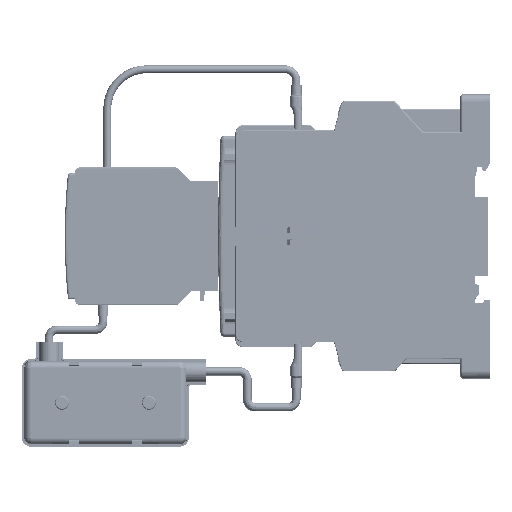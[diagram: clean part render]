
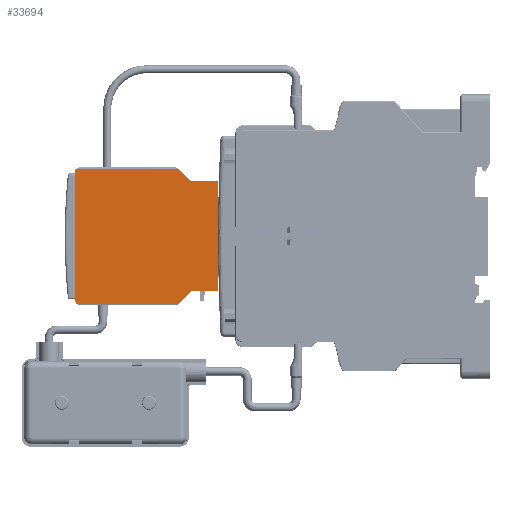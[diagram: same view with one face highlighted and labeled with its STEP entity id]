
A CAD part, left-side view. The second image highlights one B-rep face of the part: STEP entity #33694.
In plain terms, the highlighted planar face has unit normal (-1, 0, 0).
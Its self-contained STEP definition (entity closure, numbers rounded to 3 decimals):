
#572 = CARTESIAN_POINT ( 'NONE',  ( -19.901, 105.4, -30.837 ) ) ;
#624 = LINE ( 'NONE', #572, #294217 ) ;
#641 = DIRECTION ( 'NONE',  ( 0., 0., 1. ) ) ;
#10824 = CARTESIAN_POINT ( 'NONE',  ( -19.901, 105.4, -52.087 ) ) ;
#10875 = CARTESIAN_POINT ( 'NONE',  ( -19.901, 105.4, -20.087 ) ) ;
#32812 = AXIS2_PLACEMENT_3D ( 'NONE', #180062, #180106, #180064 ) ;
#33694 = ADVANCED_FACE ( 'NONE', ( #180054 ), #180114, .T. ) ;
#41209 = CIRCLE ( 'NONE', #41354, 1.5 ) ;
#41354 = AXIS2_PLACEMENT_3D ( 'NONE', #294332, #294072, #294077 ) ;
#41721 = CIRCLE ( 'NONE', #42021, 1.5 ) ;
#42021 = AXIS2_PLACEMENT_3D ( 'NONE', #294682, #294688, #294693 ) ;
#65553 = LINE ( 'NONE', #65586, #164703 ) ;
#65582 = DIRECTION ( 'NONE',  ( 0., -1., 0. ) ) ;
#65586 = CARTESIAN_POINT ( 'NONE',  ( -19.901, 69.1, -53.287 ) ) ;
#65896 = CARTESIAN_POINT ( 'NONE',  ( -19.901, 69.1, -18.887 ) ) ;
#65913 = LINE ( 'NONE', #65896, #164776 ) ;
#65935 = DIRECTION ( 'NONE',  ( 0., 1., 0. ) ) ;
#65945 = CARTESIAN_POINT ( 'NONE',  ( -19.901, 69.1, -50.087 ) ) ;
#65951 = CARTESIAN_POINT ( 'NONE',  ( -19.901, 78.939, -53.148 ) ) ;
#66010 = DIRECTION ( 'NONE',  ( 0., -0.707, 0.707 ) ) ;
#66024 = LINE ( 'NONE', #65945, #164815 ) ;
#66030 = LINE ( 'NONE', #65951, #164780 ) ;
#66037 = DIRECTION ( 'NONE',  ( 0., -1., 0. ) ) ;
#66191 = CARTESIAN_POINT ( 'NONE',  ( -19.901, 75.879, -22.087 ) ) ;
#66196 = LINE ( 'NONE', #66191, #164763 ) ;
#66226 = DIRECTION ( 'NONE',  ( 0., 0.707, 0.707 ) ) ;
#70023 = VERTEX_POINT ( 'NONE', #208995 ) ;
#70032 = VERTEX_POINT ( 'NONE', #209005 ) ;
#70096 = VERTEX_POINT ( 'NONE', #208979 ) ;
#70098 = VERTEX_POINT ( 'NONE', #208980 ) ;
#70109 = VERTEX_POINT ( 'NONE', #208992 ) ;
#70115 = VERTEX_POINT ( 'NONE', #208986 ) ;
#70129 = VERTEX_POINT ( 'NONE', #209067 ) ;
#70161 = VERTEX_POINT ( 'NONE', #209071 ) ;
#72511 = LINE ( 'NONE', #72646, #164919 ) ;
#72620 = DIRECTION ( 'NONE',  ( 0., 1., 0. ) ) ;
#72646 = CARTESIAN_POINT ( 'NONE',  ( -19.901, 69.1, -22.087 ) ) ;
#72815 = DIRECTION ( 'NONE',  ( 0., 0., 1. ) ) ;
#72817 = CARTESIAN_POINT ( 'NONE',  ( -19.901, 69.1, -18.587 ) ) ;
#72832 = LINE ( 'NONE', #72817, #164885 ) ;
#72882 = DIRECTION ( 'NONE',  ( 0., 0., 1. ) ) ;
#72886 = CARTESIAN_POINT ( 'NONE',  ( -19.901, 68.9, -18.587 ) ) ;
#72944 = LINE ( 'NONE', #72886, #164918 ) ;
#72984 = LINE ( 'NONE', #72994, #164923 ) ;
#72994 = CARTESIAN_POINT ( 'NONE',  ( -19.901, 68.9, -18.587 ) ) ;
#73027 = DIRECTION ( 'NONE',  ( 0., 0., 1. ) ) ;
#109235 = VERTEX_POINT ( 'NONE', #214940 ) ;
#109290 = VERTEX_POINT ( 'NONE', #214863 ) ;
#109436 = VERTEX_POINT ( 'NONE', #215086 ) ;
#109452 = VERTEX_POINT ( 'NONE', #214984 ) ;
#109622 = VERTEX_POINT ( 'NONE', #215326 ) ;
#109749 = VERTEX_POINT ( 'NONE', #215439 ) ;
#111827 = ORIENTED_EDGE ( 'NONE', *, *, #239758, .T. ) ;
#111864 = ORIENTED_EDGE ( 'NONE', *, *, #237191, .T. ) ;
#111867 = ORIENTED_EDGE ( 'NONE', *, *, #142348, .F. ) ;
#111883 = ORIENTED_EDGE ( 'NONE', *, *, #142495, .T. ) ;
#111884 = ORIENTED_EDGE ( 'NONE', *, *, #236820, .F. ) ;
#111888 = ORIENTED_EDGE ( 'NONE', *, *, #239805, .T. ) ;
#111901 = ORIENTED_EDGE ( 'NONE', *, *, #233558, .F. ) ;
#111905 = ORIENTED_EDGE ( 'NONE', *, *, #240091, .T. ) ;
#111911 = ORIENTED_EDGE ( 'NONE', *, *, #240128, .T. ) ;
#111916 = ORIENTED_EDGE ( 'NONE', *, *, #239775, .T. ) ;
#111918 = ORIENTED_EDGE ( 'NONE', *, *, #240164, .T. ) ;
#111920 = ORIENTED_EDGE ( 'NONE', *, *, #237138, .T. ) ;
#111923 = ORIENTED_EDGE ( 'NONE', *, *, #240132, .T. ) ;
#111927 = ORIENTED_EDGE ( 'NONE', *, *, #239556, .T. ) ;
#111936 = ORIENTED_EDGE ( 'NONE', *, *, #239731, .T. ) ;
#111939 = ORIENTED_EDGE ( 'NONE', *, *, #236892, .F. ) ;
#142348 = EDGE_CURVE ( 'NONE', #150335, #109235, #191597, .T. ) ;
#142495 = EDGE_CURVE ( 'NONE', #150431, #109290, #191688, .T. ) ;
#150335 = VERTEX_POINT ( 'NONE', #10875 ) ;
#150431 = VERTEX_POINT ( 'NONE', #10824 ) ;
#163467 = AXIS2_PLACEMENT_3D ( 'NONE', #297157, #297173, #297453 ) ;
#163525 = CIRCLE ( 'NONE', #163467, 0.2 ) ;
#163576 = CIRCLE ( 'NONE', #163633, 0.2 ) ;
#163633 = AXIS2_PLACEMENT_3D ( 'NONE', #298163, #298104, #298180 ) ;
#164703 = VECTOR ( 'NONE', #65582, 1000. ) ;
#164763 = VECTOR ( 'NONE', #66226, 1000. ) ;
#164776 = VECTOR ( 'NONE', #65935, 1000. ) ;
#164780 = VECTOR ( 'NONE', #66010, 1000. ) ;
#164815 = VECTOR ( 'NONE', #66037, 1000. ) ;
#164885 = VECTOR ( 'NONE', #72882, 1000. ) ;
#164918 = VECTOR ( 'NONE', #72815, 1000. ) ;
#164919 = VECTOR ( 'NONE', #72620, 1000. ) ;
#164923 = VECTOR ( 'NONE', #73027, 1000. ) ;
#180054 = FACE_OUTER_BOUND ( 'NONE', #230741, .T. ) ;
#180062 = CARTESIAN_POINT ( 'NONE',  ( -19.901, 69.1, -18.587 ) ) ;
#180064 = DIRECTION ( 'NONE',  ( 0., -1., 0. ) ) ;
#180106 = DIRECTION ( 'NONE',  ( -1., 0., 0. ) ) ;
#180114 = PLANE ( 'NONE',  #32812 ) ;
#191597 = CIRCLE ( 'NONE', #191631, 1.5 ) ;
#191631 = AXIS2_PLACEMENT_3D ( 'NONE', #222454, #222374, #222377 ) ;
#191685 = AXIS2_PLACEMENT_3D ( 'NONE', #222963, #222932, #223018 ) ;
#191688 = CIRCLE ( 'NONE', #191685, 1.5 ) ;
#208979 = CARTESIAN_POINT ( 'NONE',  ( -19.901, 78.939, -19.027 ) ) ;
#208980 = CARTESIAN_POINT ( 'NONE',  ( -19.901, 79.1, -18.887 ) ) ;
#208986 = CARTESIAN_POINT ( 'NONE',  ( -19.901, 69.1, -25.787 ) ) ;
#208992 = CARTESIAN_POINT ( 'NONE',  ( -19.901, 68.9, -46.587 ) ) ;
#208995 = CARTESIAN_POINT ( 'NONE',  ( -19.901, 78.939, -53.148 ) ) ;
#209005 = CARTESIAN_POINT ( 'NONE',  ( -19.901, 69.1, -46.387 ) ) ;
#209067 = CARTESIAN_POINT ( 'NONE',  ( -19.901, 68.9, -25.587 ) ) ;
#209071 = CARTESIAN_POINT ( 'NONE',  ( -19.901, 79.1, -53.287 ) ) ;
#214863 = CARTESIAN_POINT ( 'NONE',  ( -19.901, 104.8, -53.287 ) ) ;
#214940 = CARTESIAN_POINT ( 'NONE',  ( -19.901, 104.8, -18.887 ) ) ;
#214984 = CARTESIAN_POINT ( 'NONE',  ( -19.901, 75.879, -22.087 ) ) ;
#215086 = CARTESIAN_POINT ( 'NONE',  ( -19.901, 75.879, -50.087 ) ) ;
#215326 = CARTESIAN_POINT ( 'NONE',  ( -19.901, 68.9, -50.087 ) ) ;
#215439 = CARTESIAN_POINT ( 'NONE',  ( -19.901, 68.9, -22.087 ) ) ;
#222374 = DIRECTION ( 'NONE',  ( 1., 0., 0. ) ) ;
#222377 = DIRECTION ( 'NONE',  ( 0., 1., 0. ) ) ;
#222454 = CARTESIAN_POINT ( 'NONE',  ( -19.901, 103.9, -20.087 ) ) ;
#222932 = DIRECTION ( 'NONE',  ( -1., 0., 0. ) ) ;
#222963 = CARTESIAN_POINT ( 'NONE',  ( -19.901, 103.9, -52.087 ) ) ;
#223018 = DIRECTION ( 'NONE',  ( 0., 1., 0. ) ) ;
#230741 = EDGE_LOOP ( 'NONE', ( #111883, #111927, #111884, #111827, #111916, #111911, #111864, #111923, #111920, #111918, #111905, #111888, #111939, #111936, #111867, #111901 ) ) ;
#233558 = EDGE_CURVE ( 'NONE', #150431, #150335, #624, .T. ) ;
#236820 = EDGE_CURVE ( 'NONE', #70023, #70161, #41209, .T. ) ;
#236892 = EDGE_CURVE ( 'NONE', #70098, #70096, #41721, .T. ) ;
#237138 = EDGE_CURVE ( 'NONE', #70115, #70129, #163525, .T. ) ;
#237191 = EDGE_CURVE ( 'NONE', #70109, #70032, #163576, .T. ) ;
#239556 = EDGE_CURVE ( 'NONE', #109290, #70161, #65553, .T. ) ;
#239731 = EDGE_CURVE ( 'NONE', #70098, #109235, #65913, .T. ) ;
#239758 = EDGE_CURVE ( 'NONE', #70023, #109436, #66030, .T. ) ;
#239775 = EDGE_CURVE ( 'NONE', #109436, #109622, #66024, .T. ) ;
#239805 = EDGE_CURVE ( 'NONE', #109452, #70096, #66196, .T. ) ;
#240091 = EDGE_CURVE ( 'NONE', #109749, #109452, #72511, .T. ) ;
#240128 = EDGE_CURVE ( 'NONE', #109622, #70109, #72944, .T. ) ;
#240132 = EDGE_CURVE ( 'NONE', #70032, #70115, #72832, .T. ) ;
#240164 = EDGE_CURVE ( 'NONE', #70129, #109749, #72984, .T. ) ;
#294072 = DIRECTION ( 'NONE',  ( 1., 0., 0. ) ) ;
#294077 = DIRECTION ( 'NONE',  ( 0., 0., 1. ) ) ;
#294217 = VECTOR ( 'NONE', #641, 1000. ) ;
#294332 = CARTESIAN_POINT ( 'NONE',  ( -19.901, 80., -52.087 ) ) ;
#294682 = CARTESIAN_POINT ( 'NONE',  ( -19.901, 80., -20.087 ) ) ;
#294688 = DIRECTION ( 'NONE',  ( 1., 0., 0. ) ) ;
#294693 = DIRECTION ( 'NONE',  ( 0., 0., 1. ) ) ;
#297157 = CARTESIAN_POINT ( 'NONE',  ( -19.901, 68.9, -25.787 ) ) ;
#297173 = DIRECTION ( 'NONE',  ( 1., 0., 0. ) ) ;
#297453 = DIRECTION ( 'NONE',  ( 0., -1., 0. ) ) ;
#298104 = DIRECTION ( 'NONE',  ( 1., 0., 0. ) ) ;
#298163 = CARTESIAN_POINT ( 'NONE',  ( -19.901, 68.9, -46.387 ) ) ;
#298180 = DIRECTION ( 'NONE',  ( 0., 1., 0. ) ) ;
